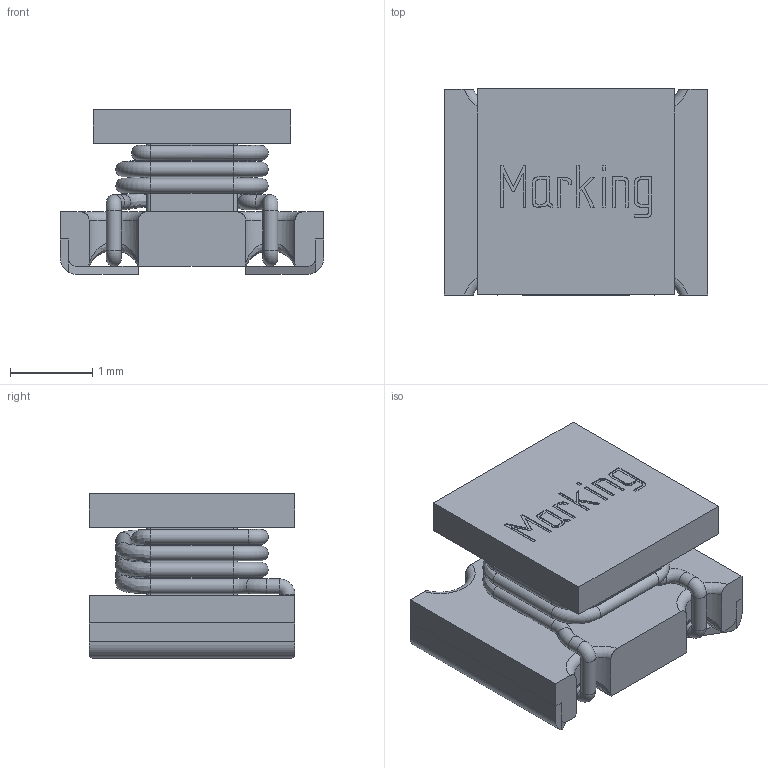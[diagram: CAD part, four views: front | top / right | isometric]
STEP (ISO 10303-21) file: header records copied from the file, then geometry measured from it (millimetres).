
FILE_DESCRIPTION(('FreeCAD Model'),'2;1');
FILE_NAME( 'WE_LQ_1210.step', '2017-07-28T14:17:05',('kicad StepUp'),('ksu MCAD'), 'Open CASCADE STEP processor 7.1','FreeCAD','Unknown');
FILE_SCHEMA(('AUTOMOTIVE_DESIGN_CC2 { 1 2 10303 214 -1 1 5 4 }'));
Length unit declared in the file: millimetre
Products named in the file (3): WE_LQ_1212; WE_LQ_1210; WE_LQ_1211
Assembly tree (2 placements, depth 2):
  WE_LQ_1212
    WE_LQ_1210
    WE_LQ_1211
Bounding box: 3.2 x 2.5 x 2 mm (x, y, z)
Volume: 9.4 mm3; surface area: 66.6 mm2
Topology: 2 solids, 2 shells, 198 faces, 487 edges, 303 vertices
Faces by surface type: plane 101, cylinder 45, torus 22, bspline 16, extrusion 14
Full cylindrical faces by diameter (mm): 0.18 x29
Entity records: 10420 total; most frequent: CARTESIAN_POINT 4716, ORIENTED_EDGE 978, DIRECTION 737, EDGE_CURVE 487, VERTEX_POINT 303, AXIS2_PLACEMENT_3D 274, B_SPLINE_CURVE_WITH_KNOTS 223, FACE_BOUND 210
